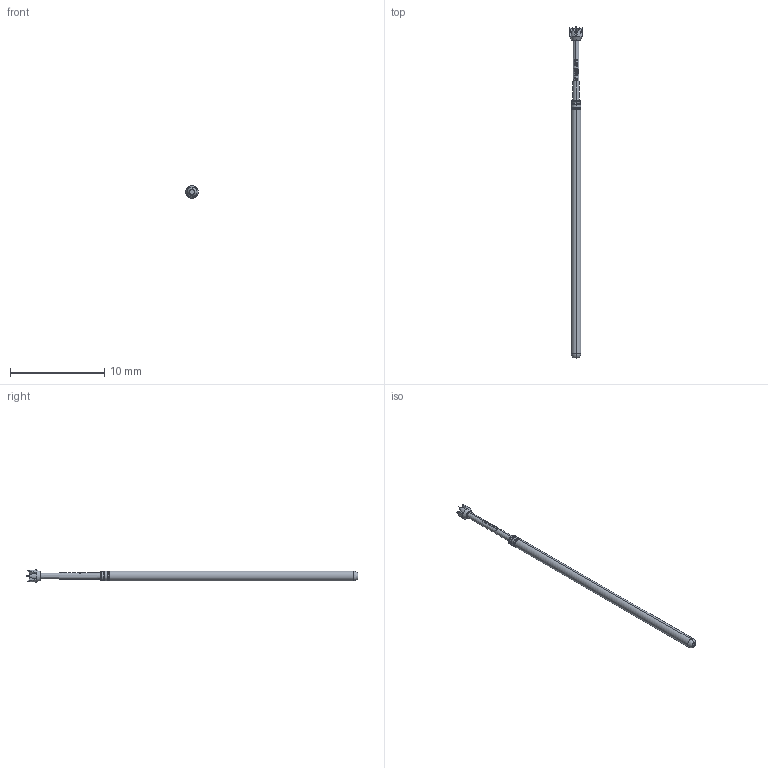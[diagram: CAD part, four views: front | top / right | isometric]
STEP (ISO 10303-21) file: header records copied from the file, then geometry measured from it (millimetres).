
FILE_DESCRIPTION (( 'STEP AP203' ), '1' );
FILE_NAME ('INGUN_GKS-075_224_130_A_xx00_LH.STEP', '2021-09-27T09:05:23', ( 'ochi' ), ( '' ), 'SwSTEP 2.0', 'SolidWorks 2018', '' );
FILE_SCHEMA (( 'CONFIG_CONTROL_DESIGN' ));
Length unit declared in the file: millimetre
Products named in the file (1): INGUN_GKS-075_224_130_A_xx00_LH
Bounding box: 1.3 x 35.3 x 1.3 mm (x, y, z)
Volume: 25.4 mm3; surface area: 108.8 mm2
Topology: 1 solids, 1 shells, 120 faces, 320 edges, 203 vertices
Faces by surface type: bspline 52, cone 22, cylinder 19, plane 15, torus 12
Entity records: 5102 total; most frequent: CARTESIAN_POINT 2641, ORIENTED_EDGE 636, EDGE_CURVE 318, DIRECTION 274, B_SPLINE_CURVE_WITH_KNOTS 218, VERTEX_POINT 203, EDGE_LOOP 123, ADVANCED_FACE 120
